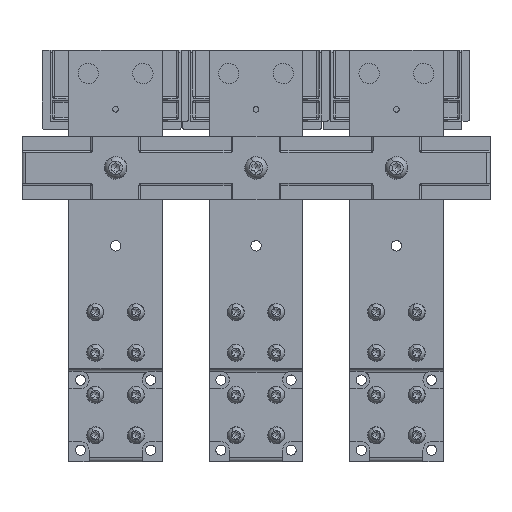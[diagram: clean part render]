
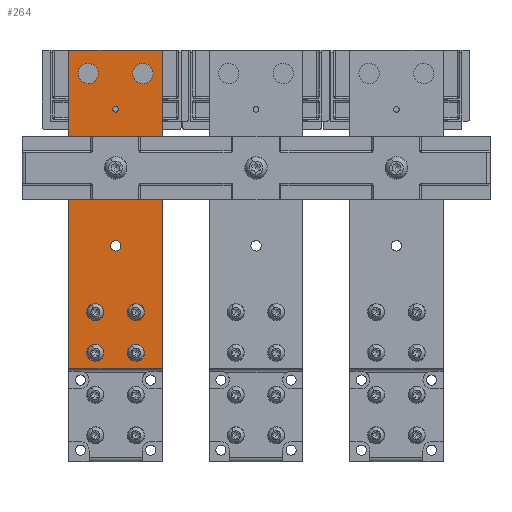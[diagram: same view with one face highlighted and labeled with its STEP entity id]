
A CAD part, front view. The second image highlights one B-rep face of the part: STEP entity #264.
In plain terms, the highlighted planar face has unit normal (0, -1, 0).
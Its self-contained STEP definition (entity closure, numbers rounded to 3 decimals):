
#62=AXIS2_PLACEMENT_3D('Circle Axis2P3D',#60,#61,$) ;
#75=AXIS2_PLACEMENT_3D('Plane Axis2P3D',#72,#73,#74) ;
#113=AXIS2_PLACEMENT_3D('Circle Axis2P3D',#111,#112,$) ;
#122=AXIS2_PLACEMENT_3D('Circle Axis2P3D',#120,#121,$) ;
#131=AXIS2_PLACEMENT_3D('Circle Axis2P3D',#129,#130,$) ;
#140=AXIS2_PLACEMENT_3D('Circle Axis2P3D',#138,#139,$) ;
#149=AXIS2_PLACEMENT_3D('Circle Axis2P3D',#147,#148,$) ;
#158=AXIS2_PLACEMENT_3D('Circle Axis2P3D',#156,#157,$) ;
#167=AXIS2_PLACEMENT_3D('Circle Axis2P3D',#165,#166,$) ;
#176=AXIS2_PLACEMENT_3D('Circle Axis2P3D',#174,#175,$) ;
#185=AXIS2_PLACEMENT_3D('Circle Axis2P3D',#183,#184,$) ;
#194=AXIS2_PLACEMENT_3D('Circle Axis2P3D',#192,#193,$) ;
#203=AXIS2_PLACEMENT_3D('Circle Axis2P3D',#201,#202,$) ;
#212=AXIS2_PLACEMENT_3D('Circle Axis2P3D',#210,#211,$) ;
#221=AXIS2_PLACEMENT_3D('Circle Axis2P3D',#219,#220,$) ;
#230=AXIS2_PLACEMENT_3D('Circle Axis2P3D',#228,#229,$) ;
#239=AXIS2_PLACEMENT_3D('Circle Axis2P3D',#237,#238,$) ;
#248=AXIS2_PLACEMENT_3D('Circle Axis2P3D',#246,#247,$) ;
#257=AXIS2_PLACEMENT_3D('Circle Axis2P3D',#255,#256,$) ;
#43=CARTESIAN_POINT('Vertex',(-225.083,-37.,362.907)) ;
#57=CARTESIAN_POINT('Vertex',(-230.917,-37.,366.094)) ;
#60=CARTESIAN_POINT('Axis2P3D Location',(-228.,-37.,364.5)) ;
#72=CARTESIAN_POINT('Axis2P3D Location',(-198.,-37.,236.)) ;
#77=CARTESIAN_POINT('Line Origine',(-258.,-37.,338.)) ;
#81=CARTESIAN_POINT('Vertex',(-258.,-37.,440.)) ;
#83=CARTESIAN_POINT('Vertex',(-258.,-37.,236.)) ;
#86=CARTESIAN_POINT('Line Origine',(-228.,-37.,236.)) ;
#90=CARTESIAN_POINT('Vertex',(-198.,-37.,236.)) ;
#93=CARTESIAN_POINT('Line Origine',(-198.,-37.,338.)) ;
#97=CARTESIAN_POINT('Vertex',(-198.,-37.,440.)) ;
#100=CARTESIAN_POINT('Line Origine',(-228.,-37.,440.)) ;
#111=CARTESIAN_POINT('Axis2P3D Location',(-228.,-37.,314.5)) ;
#115=CARTESIAN_POINT('Vertex',(-225.083,-37.,312.907)) ;
#117=CARTESIAN_POINT('Vertex',(-230.917,-37.,316.094)) ;
#120=CARTESIAN_POINT('Axis2P3D Location',(-228.,-37.,314.5)) ;
#129=CARTESIAN_POINT('Axis2P3D Location',(-228.,-37.,364.5)) ;
#138=CARTESIAN_POINT('Axis2P3D Location',(-241.,-37.,246.)) ;
#142=CARTESIAN_POINT('Vertex',(-236.173,-37.,243.363)) ;
#144=CARTESIAN_POINT('Vertex',(-245.827,-37.,248.637)) ;
#147=CARTESIAN_POINT('Axis2P3D Location',(-241.,-37.,246.)) ;
#156=CARTESIAN_POINT('Axis2P3D Location',(-210.5,-37.,425.)) ;
#160=CARTESIAN_POINT('Vertex',(-216.204,-37.,421.884)) ;
#162=CARTESIAN_POINT('Vertex',(-204.796,-37.,428.116)) ;
#165=CARTESIAN_POINT('Axis2P3D Location',(-210.5,-37.,425.)) ;
#174=CARTESIAN_POINT('Axis2P3D Location',(-228.,-37.,402.)) ;
#178=CARTESIAN_POINT('Vertex',(-229.58,-37.,401.137)) ;
#180=CARTESIAN_POINT('Vertex',(-226.42,-37.,402.863)) ;
#183=CARTESIAN_POINT('Axis2P3D Location',(-228.,-37.,402.)) ;
#192=CARTESIAN_POINT('Axis2P3D Location',(-245.5,-37.,425.)) ;
#196=CARTESIAN_POINT('Vertex',(-251.204,-37.,421.884)) ;
#198=CARTESIAN_POINT('Vertex',(-239.796,-37.,428.116)) ;
#201=CARTESIAN_POINT('Axis2P3D Location',(-245.5,-37.,425.)) ;
#210=CARTESIAN_POINT('Axis2P3D Location',(-215.,-37.,246.)) ;
#214=CARTESIAN_POINT('Vertex',(-210.173,-37.,243.363)) ;
#216=CARTESIAN_POINT('Vertex',(-219.827,-37.,248.637)) ;
#219=CARTESIAN_POINT('Axis2P3D Location',(-215.,-37.,246.)) ;
#228=CARTESIAN_POINT('Axis2P3D Location',(-241.,-37.,272.)) ;
#232=CARTESIAN_POINT('Vertex',(-236.173,-37.,269.363)) ;
#234=CARTESIAN_POINT('Vertex',(-245.827,-37.,274.637)) ;
#237=CARTESIAN_POINT('Axis2P3D Location',(-241.,-37.,272.)) ;
#246=CARTESIAN_POINT('Axis2P3D Location',(-215.,-37.,272.)) ;
#250=CARTESIAN_POINT('Vertex',(-210.173,-37.,269.363)) ;
#252=CARTESIAN_POINT('Vertex',(-219.827,-37.,274.637)) ;
#255=CARTESIAN_POINT('Axis2P3D Location',(-215.,-37.,272.)) ;
#61=DIRECTION('Axis2P3D Direction',(0.,1.,0.)) ;
#73=DIRECTION('Axis2P3D Direction',(0.,-1.,0.)) ;
#74=DIRECTION('Axis2P3D XDirection',(0.,0.,1.)) ;
#78=DIRECTION('Vector Direction',(0.,0.,1.)) ;
#87=DIRECTION('Vector Direction',(-1.,0.,0.)) ;
#94=DIRECTION('Vector Direction',(0.,0.,1.)) ;
#101=DIRECTION('Vector Direction',(-1.,0.,0.)) ;
#112=DIRECTION('Axis2P3D Direction',(0.,-1.,0.)) ;
#121=DIRECTION('Axis2P3D Direction',(0.,-1.,0.)) ;
#130=DIRECTION('Axis2P3D Direction',(0.,-1.,0.)) ;
#139=DIRECTION('Axis2P3D Direction',(0.,-1.,0.)) ;
#148=DIRECTION('Axis2P3D Direction',(0.,-1.,0.)) ;
#157=DIRECTION('Axis2P3D Direction',(0.,-1.,0.)) ;
#166=DIRECTION('Axis2P3D Direction',(0.,-1.,0.)) ;
#175=DIRECTION('Axis2P3D Direction',(0.,-1.,0.)) ;
#184=DIRECTION('Axis2P3D Direction',(0.,-1.,0.)) ;
#193=DIRECTION('Axis2P3D Direction',(0.,-1.,0.)) ;
#202=DIRECTION('Axis2P3D Direction',(0.,-1.,0.)) ;
#211=DIRECTION('Axis2P3D Direction',(0.,-1.,0.)) ;
#220=DIRECTION('Axis2P3D Direction',(0.,-1.,0.)) ;
#229=DIRECTION('Axis2P3D Direction',(0.,-1.,0.)) ;
#238=DIRECTION('Axis2P3D Direction',(0.,-1.,0.)) ;
#247=DIRECTION('Axis2P3D Direction',(0.,-1.,0.)) ;
#256=DIRECTION('Axis2P3D Direction',(0.,-1.,0.)) ;
#79=VECTOR('Line Direction',#78,1.) ;
#88=VECTOR('Line Direction',#87,1.) ;
#95=VECTOR('Line Direction',#94,1.) ;
#102=VECTOR('Line Direction',#101,1.) ;
#106=ORIENTED_EDGE('',*,*,#85,.T.) ;
#107=ORIENTED_EDGE('',*,*,#92,.F.) ;
#108=ORIENTED_EDGE('',*,*,#99,.F.) ;
#109=ORIENTED_EDGE('',*,*,#104,.T.) ;
#126=ORIENTED_EDGE('',*,*,#119,.F.) ;
#127=ORIENTED_EDGE('',*,*,#124,.F.) ;
#135=ORIENTED_EDGE('',*,*,#133,.F.) ;
#136=ORIENTED_EDGE('',*,*,#64,.F.) ;
#153=ORIENTED_EDGE('',*,*,#146,.F.) ;
#154=ORIENTED_EDGE('',*,*,#151,.F.) ;
#171=ORIENTED_EDGE('',*,*,#164,.F.) ;
#172=ORIENTED_EDGE('',*,*,#169,.F.) ;
#189=ORIENTED_EDGE('',*,*,#182,.F.) ;
#190=ORIENTED_EDGE('',*,*,#187,.F.) ;
#207=ORIENTED_EDGE('',*,*,#200,.F.) ;
#208=ORIENTED_EDGE('',*,*,#205,.F.) ;
#225=ORIENTED_EDGE('',*,*,#218,.F.) ;
#226=ORIENTED_EDGE('',*,*,#223,.F.) ;
#243=ORIENTED_EDGE('',*,*,#236,.F.) ;
#244=ORIENTED_EDGE('',*,*,#241,.F.) ;
#261=ORIENTED_EDGE('',*,*,#254,.F.) ;
#262=ORIENTED_EDGE('',*,*,#259,.F.) ;
#128=FACE_BOUND('',#125,.T.) ;
#137=FACE_BOUND('',#134,.T.) ;
#155=FACE_BOUND('',#152,.T.) ;
#173=FACE_BOUND('',#170,.T.) ;
#191=FACE_BOUND('',#188,.T.) ;
#209=FACE_BOUND('',#206,.T.) ;
#227=FACE_BOUND('',#224,.T.) ;
#245=FACE_BOUND('',#242,.T.) ;
#263=FACE_BOUND('',#260,.T.) ;
#264=ADVANCED_FACE('RB2813004_1PA_001_03_FRONT_TERMINAL_N1.1\\RB7552001_1PA_001_00_FRONT TERMINAL E2.2 FIXED.1\\PartBody',(#110,#128,#137,#155,#173,#191,#209,#227,#245,#263),#76,.T.) ;
#63=CIRCLE('generated circle',#62,3.324) ;
#114=CIRCLE('generated circle',#113,3.324) ;
#123=CIRCLE('generated circle',#122,3.324) ;
#132=CIRCLE('generated circle',#131,3.324) ;
#141=CIRCLE('generated circle',#140,5.5) ;
#150=CIRCLE('generated circle',#149,5.5) ;
#159=CIRCLE('generated circle',#158,6.5) ;
#168=CIRCLE('generated circle',#167,6.5) ;
#177=CIRCLE('generated circle',#176,1.8) ;
#186=CIRCLE('generated circle',#185,1.8) ;
#195=CIRCLE('generated circle',#194,6.5) ;
#204=CIRCLE('generated circle',#203,6.5) ;
#213=CIRCLE('generated circle',#212,5.5) ;
#222=CIRCLE('generated circle',#221,5.5) ;
#231=CIRCLE('generated circle',#230,5.5) ;
#240=CIRCLE('generated circle',#239,5.5) ;
#249=CIRCLE('generated circle',#248,5.5) ;
#258=CIRCLE('generated circle',#257,5.5) ;
#64=EDGE_CURVE('',#58,#44,#63,.F.) ;
#85=EDGE_CURVE('',#82,#84,#80,.F.) ;
#92=EDGE_CURVE('',#91,#84,#89,.T.) ;
#99=EDGE_CURVE('',#98,#91,#96,.F.) ;
#104=EDGE_CURVE('',#98,#82,#103,.T.) ;
#119=EDGE_CURVE('',#116,#118,#114,.T.) ;
#124=EDGE_CURVE('',#118,#116,#123,.T.) ;
#133=EDGE_CURVE('',#44,#58,#132,.T.) ;
#146=EDGE_CURVE('',#143,#145,#141,.T.) ;
#151=EDGE_CURVE('',#145,#143,#150,.T.) ;
#164=EDGE_CURVE('',#161,#163,#159,.T.) ;
#169=EDGE_CURVE('',#163,#161,#168,.T.) ;
#182=EDGE_CURVE('',#179,#181,#177,.T.) ;
#187=EDGE_CURVE('',#181,#179,#186,.T.) ;
#200=EDGE_CURVE('',#197,#199,#195,.T.) ;
#205=EDGE_CURVE('',#199,#197,#204,.T.) ;
#218=EDGE_CURVE('',#215,#217,#213,.T.) ;
#223=EDGE_CURVE('',#217,#215,#222,.T.) ;
#236=EDGE_CURVE('',#233,#235,#231,.T.) ;
#241=EDGE_CURVE('',#235,#233,#240,.T.) ;
#254=EDGE_CURVE('',#251,#253,#249,.T.) ;
#259=EDGE_CURVE('',#253,#251,#258,.T.) ;
#105=EDGE_LOOP('',(#106,#107,#108,#109)) ;
#125=EDGE_LOOP('',(#126,#127)) ;
#134=EDGE_LOOP('',(#135,#136)) ;
#152=EDGE_LOOP('',(#153,#154)) ;
#170=EDGE_LOOP('',(#171,#172)) ;
#188=EDGE_LOOP('',(#189,#190)) ;
#206=EDGE_LOOP('',(#207,#208)) ;
#224=EDGE_LOOP('',(#225,#226)) ;
#242=EDGE_LOOP('',(#243,#244)) ;
#260=EDGE_LOOP('',(#261,#262)) ;
#110=FACE_OUTER_BOUND('',#105,.T.) ;
#80=LINE('Line',#77,#79) ;
#89=LINE('Line',#86,#88) ;
#96=LINE('Line',#93,#95) ;
#103=LINE('Line',#100,#102) ;
#76=PLANE('',#75) ;
#44=VERTEX_POINT('',#43) ;
#58=VERTEX_POINT('',#57) ;
#82=VERTEX_POINT('',#81) ;
#84=VERTEX_POINT('',#83) ;
#91=VERTEX_POINT('',#90) ;
#98=VERTEX_POINT('',#97) ;
#116=VERTEX_POINT('',#115) ;
#118=VERTEX_POINT('',#117) ;
#143=VERTEX_POINT('',#142) ;
#145=VERTEX_POINT('',#144) ;
#161=VERTEX_POINT('',#160) ;
#163=VERTEX_POINT('',#162) ;
#179=VERTEX_POINT('',#178) ;
#181=VERTEX_POINT('',#180) ;
#197=VERTEX_POINT('',#196) ;
#199=VERTEX_POINT('',#198) ;
#215=VERTEX_POINT('',#214) ;
#217=VERTEX_POINT('',#216) ;
#233=VERTEX_POINT('',#232) ;
#235=VERTEX_POINT('',#234) ;
#251=VERTEX_POINT('',#250) ;
#253=VERTEX_POINT('',#252) ;
